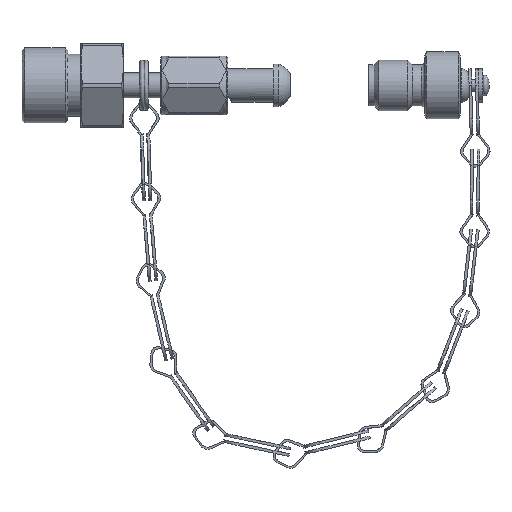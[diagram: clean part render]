
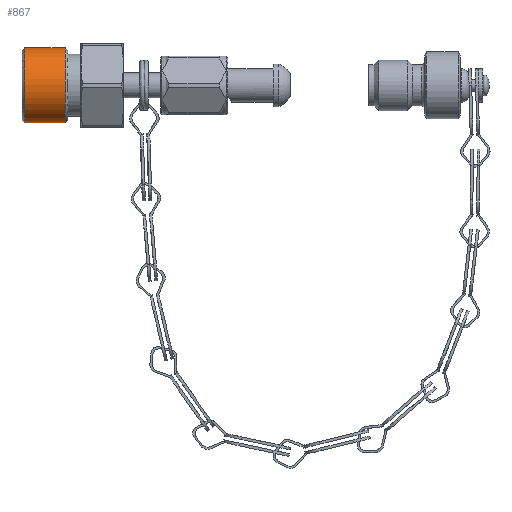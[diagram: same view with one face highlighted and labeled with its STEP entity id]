
A CAD part, front view. The second image highlights one B-rep face of the part: STEP entity #867.
In plain terms, the highlighted cylindrical face has radius 7.112 mm (diameter 14.224 mm), a full revolution.
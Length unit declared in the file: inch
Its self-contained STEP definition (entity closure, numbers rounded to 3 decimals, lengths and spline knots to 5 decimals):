
#867=ADVANCED_FACE('',(#1572,#1573),#1574,.T.);
#1572=FACE_OUTER_BOUND('',#2933,.T.);
#1573=FACE_OUTER_BOUND('',#2934,.T.);
#1574=CYLINDRICAL_SURFACE('',#2935,0.28);
#2933=EDGE_LOOP('',(#4131));
#2934=EDGE_LOOP('',(#4132));
#2935=AXIS2_PLACEMENT_3D('',#4133,#4134,#4135);
#4131=ORIENTED_EDGE('',*,*,#4695,.T.);
#4132=ORIENTED_EDGE('',*,*,#4621,.T.);
#4133=CARTESIAN_POINT('',(0.,0.,-0.04646));
#4134=DIRECTION('',(0.0,0.0,-1.0));
#4135=DIRECTION('',(-1.0,0.0,0.0));
#4621=EDGE_CURVE('',#5284,#5284,#5285,.T.);
#4695=EDGE_CURVE('',#5391,#5391,#5392,.F.);
#5284=VERTEX_POINT('',#6495);
#5285=CIRCLE('',#6496,0.28);
#5391=VERTEX_POINT('',#6658);
#5392=CIRCLE('',#6659,0.28);
#6495=CARTESIAN_POINT('',(0.28,0.,-0.36846));
#6496=AXIS2_PLACEMENT_3D('',#7135,#7136,#7137);
#6658=CARTESIAN_POINT('',(0.28,0.,-0.06646));
#6659=AXIS2_PLACEMENT_3D('',#7232,#7233,#7234);
#7135=CARTESIAN_POINT('',(0.,0.,-0.36846));
#7136=DIRECTION('',(0.0,0.0,1.0));
#7137=DIRECTION('',(1.0,0.0,0.0));
#7232=CARTESIAN_POINT('',(0.,0.,-0.06646));
#7233=DIRECTION('',(0.0,0.0,1.0));
#7234=DIRECTION('',(1.0,0.0,0.0));
